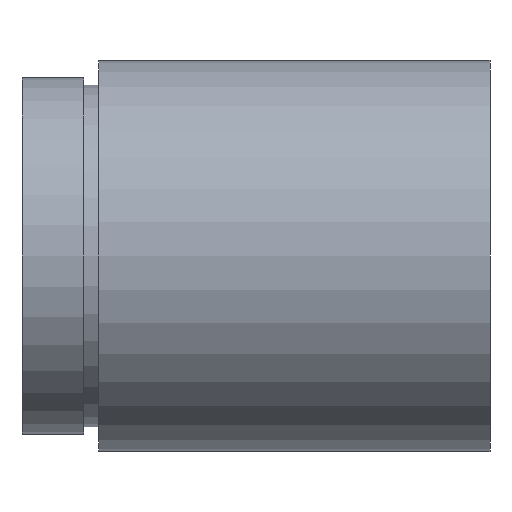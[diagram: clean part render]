
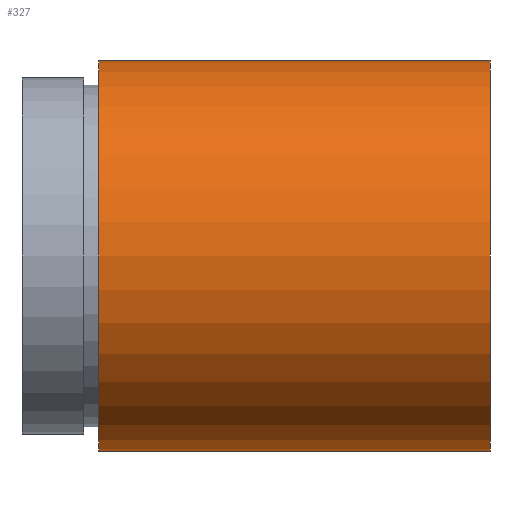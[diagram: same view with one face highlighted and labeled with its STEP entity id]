
A CAD part, left-side view. The second image highlights one B-rep face of the part: STEP entity #327.
In plain terms, the highlighted cylindrical face has radius 12.7 mm (diameter 25.4 mm), a partial arc.
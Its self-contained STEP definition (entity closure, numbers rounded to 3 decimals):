
#15 = DIRECTION ( 'NONE',  ( 0., 1., 0. ) ) ;
#32 = DIRECTION ( 'NONE',  ( 0., 1., 0. ) ) ;
#34 = VERTEX_POINT ( 'NONE', #199 ) ;
#57 = DIRECTION ( 'NONE',  ( 0., 0., 1. ) ) ;
#68 = ORIENTED_EDGE ( 'NONE', *, *, #72, .F. ) ;
#72 = EDGE_CURVE ( 'NONE', #34, #523, #292, .T. ) ;
#109 = CARTESIAN_POINT ( 'NONE',  ( 0., 25.4, 0. ) ) ;
#122 = EDGE_LOOP ( 'NONE', ( #147, #156, #174, #68 ) ) ;
#147 = ORIENTED_EDGE ( 'NONE', *, *, #150, .F. ) ;
#150 = EDGE_CURVE ( 'NONE', #274, #34, #576, .T. ) ;
#156 = ORIENTED_EDGE ( 'NONE', *, *, #166, .T. ) ;
#166 = EDGE_CURVE ( 'NONE', #274, #251, #562, .T. ) ;
#174 = ORIENTED_EDGE ( 'NONE', *, *, #526, .T. ) ;
#179 = CYLINDRICAL_SURFACE ( 'NONE', #601, 12.7 ) ;
#199 = CARTESIAN_POINT ( 'NONE',  ( 0., 25.4, -12.7 ) ) ;
#205 = CARTESIAN_POINT ( 'NONE',  ( 0., 161.376, -12.7 ) ) ;
#207 = VECTOR ( 'NONE', #15, 1000. ) ;
#224 = DIRECTION ( 'NONE',  ( 0., 1., 0. ) ) ;
#251 = VERTEX_POINT ( 'NONE', #358 ) ;
#252 = CARTESIAN_POINT ( 'NONE',  ( 0., 25.4, 12.7 ) ) ;
#274 = VERTEX_POINT ( 'NONE', #280 ) ;
#280 = CARTESIAN_POINT ( 'NONE',  ( 0., 0., -12.7 ) ) ;
#285 = CARTESIAN_POINT ( 'NONE',  ( 0., 161.376, 0. ) ) ;
#292 = CIRCLE ( 'NONE', #424, 12.7 ) ;
#308 = CARTESIAN_POINT ( 'NONE',  ( 0., 0., 0. ) ) ;
#313 = DIRECTION ( 'NONE',  ( 0., 1., 0. ) ) ;
#327 = ADVANCED_FACE ( 'NONE', ( #384 ), #179, .T. ) ;
#328 = LINE ( 'NONE', #477, #207 ) ;
#354 = VECTOR ( 'NONE', #224, 1000. ) ;
#358 = CARTESIAN_POINT ( 'NONE',  ( 0., 0., 12.7 ) ) ;
#384 = FACE_OUTER_BOUND ( 'NONE', #122, .T. ) ;
#424 = AXIS2_PLACEMENT_3D ( 'NONE', #109, #538, #57 ) ;
#455 = DIRECTION ( 'NONE',  ( 0., 0., 1. ) ) ;
#477 = CARTESIAN_POINT ( 'NONE',  ( 0., 161.376, 12.7 ) ) ;
#505 = DIRECTION ( 'NONE',  ( 0., 0., 1. ) ) ;
#523 = VERTEX_POINT ( 'NONE', #252 ) ;
#526 = EDGE_CURVE ( 'NONE', #251, #523, #328, .T. ) ;
#538 = DIRECTION ( 'NONE',  ( 0., 1., 0. ) ) ;
#562 = CIRCLE ( 'NONE', #564, 12.7 ) ;
#564 = AXIS2_PLACEMENT_3D ( 'NONE', #308, #313, #505 ) ;
#576 = LINE ( 'NONE', #205, #354 ) ;
#601 = AXIS2_PLACEMENT_3D ( 'NONE', #285, #32, #455 ) ;
